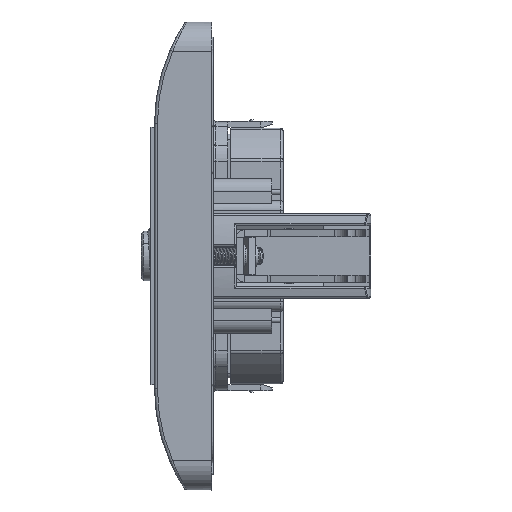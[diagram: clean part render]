
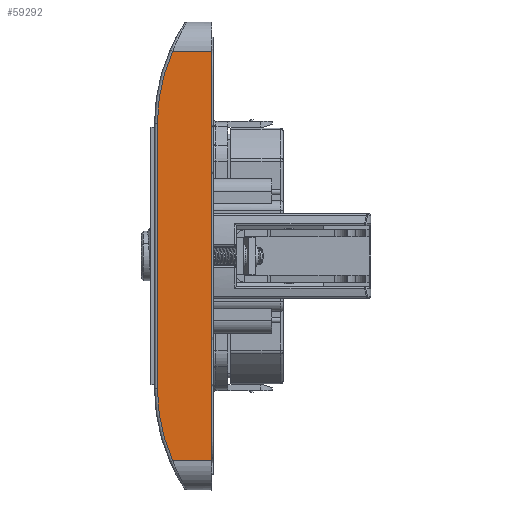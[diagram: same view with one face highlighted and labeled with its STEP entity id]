
A CAD part, left-side view. The second image highlights one B-rep face of the part: STEP entity #59292.
In plain terms, the highlighted planar face has unit normal (-1, 0, 0).
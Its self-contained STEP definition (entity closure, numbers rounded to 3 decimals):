
#51215=DIRECTION('',(0.,0.,-1.));
#51216=VECTOR('',#51215,45.33);
#51217=CARTESIAN_POINT('',(-40.,8.,22.665));
#51218=LINE('',#51217,#51216);
#51223=CARTESIAN_POINT('',(-40.,-22.5,22.665));
#51224=DIRECTION('',(1.,0.,0.));
#51225=DIRECTION('',(0.,1.,0.));
#51226=AXIS2_PLACEMENT_3D('',#51223,#51224,#51225);
#51228=CARTESIAN_POINT('',(-40.,-22.5,-22.665));
#51229=DIRECTION('',(1.,0.,0.));
#51230=DIRECTION('',(0.,0.915,-0.404));
#51231=AXIS2_PLACEMENT_3D('',#51228,#51229,#51230);
#51340=DIRECTION('',(0.,-1.,0.));
#51341=VECTOR('',#51340,6.694);
#51342=CARTESIAN_POINT('',(-40.,5.394,
-35.));
#51343=LINE('',#51342,#51341);
#51442=DIRECTION('',(0.,0.,1.));
#51443=VECTOR('',#51442,70.);
#51444=CARTESIAN_POINT('',(-40.,-1.3,-35.));
#51445=LINE('',#51444,#51443);
#51503=DIRECTION('',(0.,1.,0.));
#51504=VECTOR('',#51503,6.694);
#51505=CARTESIAN_POINT('',(-40.,-1.3,35.));
#51506=LINE('',#51505,#51504);
#57743=CARTESIAN_POINT('',(-40.,8.,22.665));
#57744=CARTESIAN_POINT('',(-40.,8.,-22.665));
#57745=VERTEX_POINT('',#57743);
#57746=VERTEX_POINT('',#57744);
#57747=CARTESIAN_POINT('',(-40.,5.394,35.));
#57748=VERTEX_POINT('',#57747);
#57749=CARTESIAN_POINT('',(-40.,-1.3,35.));
#57750=VERTEX_POINT('',#57749);
#57751=CARTESIAN_POINT('',(-40.,-1.3,-35.));
#57752=VERTEX_POINT('',#57751);
#57753=CARTESIAN_POINT('',(-40.,5.394,
-35.));
#57754=VERTEX_POINT('',#57753);
#59274=CARTESIAN_POINT('',(-40.,3.5,0.));
#59275=DIRECTION('',(1.,0.,0.));
#59276=DIRECTION('',(0.,0.,-1.));
#59277=AXIS2_PLACEMENT_3D('',#59274,#59275,#59276);
#59278=PLANE('',#59277);
#59279=ORIENTED_EDGE('',*,*,#59264,.F.);
#59281=ORIENTED_EDGE('',*,*,#59280,.T.);
#59283=ORIENTED_EDGE('',*,*,#59282,.F.);
#59285=ORIENTED_EDGE('',*,*,#59284,.F.);
#59287=ORIENTED_EDGE('',*,*,#59286,.F.);
#59289=ORIENTED_EDGE('',*,*,#59288,.T.);
#59290=EDGE_LOOP('',(#59279,#59281,#59283,#59285,#59287,#59289));
#59291=FACE_OUTER_BOUND('',#59290,.F.);
#51227=CIRCLE('',#51226,30.5);
#51232=CIRCLE('',#51231,30.5);
#59264=EDGE_CURVE('',#57745,#57746,#51218,.T.);
#59280=EDGE_CURVE('',#57745,#57748,#51227,.T.);
#59282=EDGE_CURVE('',#57750,#57748,#51506,.T.);
#59284=EDGE_CURVE('',#57752,#57750,#51445,.T.);
#59286=EDGE_CURVE('',#57754,#57752,#51343,.T.);
#59288=EDGE_CURVE('',#57754,#57746,#51232,.T.);
#59292=ADVANCED_FACE('',(#59291),#59278,.F.);
